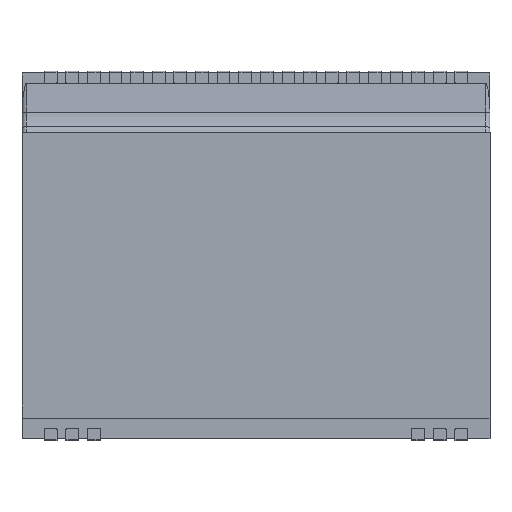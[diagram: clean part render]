
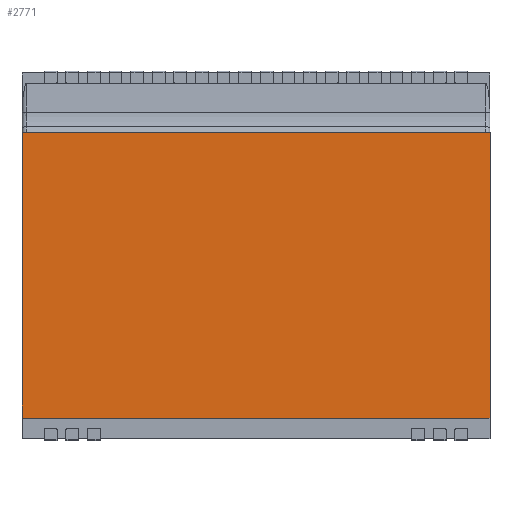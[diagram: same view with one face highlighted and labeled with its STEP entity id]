
A CAD part, top view. The second image highlights one B-rep face of the part: STEP entity #2771.
In plain terms, the highlighted planar face has unit normal (0, 0, 1).
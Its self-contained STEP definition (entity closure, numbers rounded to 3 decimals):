
#5 = VECTOR ( 'NONE', #3506, 1000. ) ;
#65 = CARTESIAN_POINT ( 'NONE',  ( -27.5, 14.5, 2. ) ) ;
#125 = ORIENTED_EDGE ( 'NONE', *, *, #1678, .T. ) ;
#295 = CARTESIAN_POINT ( 'NONE',  ( -27.5, -19.05, 2. ) ) ;
#463 = ORIENTED_EDGE ( 'NONE', *, *, #614, .T. ) ;
#500 = ORIENTED_EDGE ( 'NONE', *, *, #722, .T. ) ;
#614 = EDGE_CURVE ( 'NONE', #3491, #627, #2824, .T. ) ;
#627 = VERTEX_POINT ( 'NONE', #2170 ) ;
#675 = CARTESIAN_POINT ( 'NONE',  ( -27.5, -19.05, 2. ) ) ;
#686 = VECTOR ( 'NONE', #1006, 1000. ) ;
#722 = EDGE_CURVE ( 'NONE', #627, #970, #1076, .T. ) ;
#889 = VECTOR ( 'NONE', #2242, 1000. ) ;
#970 = VERTEX_POINT ( 'NONE', #65 ) ;
#1006 = DIRECTION ( 'NONE',  ( 0., 1., 0. ) ) ;
#1048 = VERTEX_POINT ( 'NONE', #675 ) ;
#1076 = LINE ( 'NONE', #1085, #2383 ) ;
#1085 = CARTESIAN_POINT ( 'NONE',  ( -27.5, 14.5, 2. ) ) ;
#1281 = DIRECTION ( 'NONE',  ( 0., 0., 1. ) ) ;
#1455 = AXIS2_PLACEMENT_3D ( 'NONE', #2939, #1281, #3226 ) ;
#1492 = LINE ( 'NONE', #1559, #5 ) ;
#1559 = CARTESIAN_POINT ( 'NONE',  ( -27.5, 14.5, 2. ) ) ;
#1678 = EDGE_CURVE ( 'NONE', #1048, #3491, #3022, .T. ) ;
#1803 = CARTESIAN_POINT ( 'NONE',  ( 27.5, -19.05, 2. ) ) ;
#1993 = EDGE_CURVE ( 'NONE', #970, #1048, #1492, .T. ) ;
#2052 = EDGE_LOOP ( 'NONE', ( #3222, #125, #463, #500 ) ) ;
#2084 = FACE_OUTER_BOUND ( 'NONE', #2052, .T. ) ;
#2170 = CARTESIAN_POINT ( 'NONE',  ( 27.5, 14.5, 2. ) ) ;
#2242 = DIRECTION ( 'NONE',  ( 1., 0., 0. ) ) ;
#2376 = PLANE ( 'NONE',  #1455 ) ;
#2383 = VECTOR ( 'NONE', #2774, 1000. ) ;
#2680 = CARTESIAN_POINT ( 'NONE',  ( 27.5, 14.5, 2. ) ) ;
#2771 = ADVANCED_FACE ( 'NONE', ( #2084 ), #2376, .T. ) ;
#2774 = DIRECTION ( 'NONE',  ( -1., 0., 0. ) ) ;
#2824 = LINE ( 'NONE', #2680, #686 ) ;
#2939 = CARTESIAN_POINT ( 'NONE',  ( 0., 0., 2. ) ) ;
#3022 = LINE ( 'NONE', #295, #889 ) ;
#3222 = ORIENTED_EDGE ( 'NONE', *, *, #1993, .T. ) ;
#3226 = DIRECTION ( 'NONE',  ( 1., 0., 0. ) ) ;
#3491 = VERTEX_POINT ( 'NONE', #1803 ) ;
#3506 = DIRECTION ( 'NONE',  ( 0., -1., 0. ) ) ;
